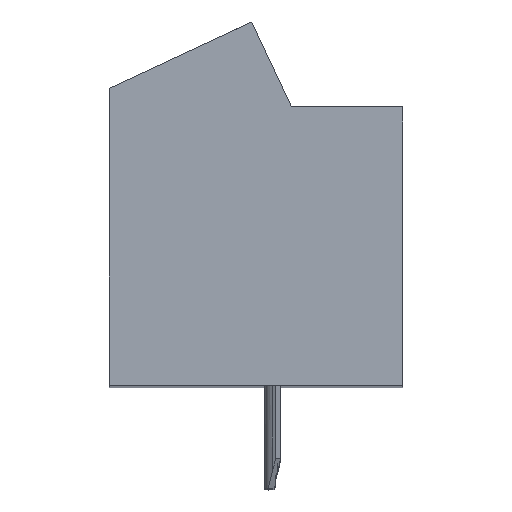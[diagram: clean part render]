
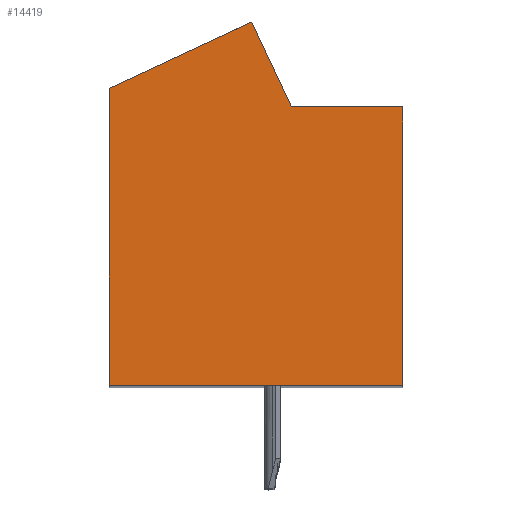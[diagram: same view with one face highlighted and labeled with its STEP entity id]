
A CAD part, top view. The second image highlights one B-rep face of the part: STEP entity #14419.
In plain terms, the highlighted planar face has unit normal (0, 0, 1).
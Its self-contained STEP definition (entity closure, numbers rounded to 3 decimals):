
#5053=DIRECTION('',(-1.,0.,0.));
#5054=VECTOR('',#5053,3.79);
#5055=CARTESIAN_POINT('',(5.002,3.3,40.25));
#5056=LINE('',#5055,#5054);
#5057=DIRECTION('',(0.,1.,0.));
#5058=VECTOR('',#5057,9.5);
#5059=CARTESIAN_POINT('',(5.002,-6.2,40.25));
#5060=LINE('',#5059,#5058);
#5061=DIRECTION('',(1.,0.,0.));
#5062=VECTOR('',#5061,10.);
#5063=CARTESIAN_POINT('',(-4.998,-6.2,40.25));
#5064=LINE('',#5063,#5062);
#5065=DIRECTION('',(0.,-1.,0.));
#5066=VECTOR('',#5065,10.135);
#5067=CARTESIAN_POINT('',(-4.998,3.935,40.25));
#5068=LINE('',#5067,#5066);
#5069=DIRECTION('',(-0.906,-0.423,0.));
#5070=VECTOR('',#5069,5.36);
#5071=CARTESIAN_POINT('',(-0.14,6.2,40.25));
#5072=LINE('',#5071,#5070);
#5073=DIRECTION('',(-0.423,0.906,0.));
#5074=VECTOR('',#5073,3.2);
#5075=CARTESIAN_POINT('',(1.212,3.3,40.25));
#5076=LINE('',#5075,#5074);
#6229=CARTESIAN_POINT('',(5.002,3.3,40.25));
#6230=CARTESIAN_POINT('',(1.212,3.3,40.25));
#6231=VERTEX_POINT('',#6229);
#6232=VERTEX_POINT('',#6230);
#6233=CARTESIAN_POINT('',(-0.14,6.2,40.25));
#6234=VERTEX_POINT('',#6233);
#6235=CARTESIAN_POINT('',(-4.998,3.935,40.25));
#6236=VERTEX_POINT('',#6235);
#6237=CARTESIAN_POINT('',(-4.998,-6.2,40.25));
#6238=VERTEX_POINT('',#6237);
#6239=CARTESIAN_POINT('',(5.002,-6.2,40.25));
#6240=VERTEX_POINT('',#6239);
#14406=CARTESIAN_POINT('',(0.,0.,40.25));
#14407=DIRECTION('',(0.,0.,1.));
#14408=DIRECTION('',(1.,0.,0.));
#14409=AXIS2_PLACEMENT_3D('',#14406,#14407,#14408);
#14410=PLANE('',#14409);
#14411=ORIENTED_EDGE('',*,*,#7970,.F.);
#14412=ORIENTED_EDGE('',*,*,#7985,.F.);
#14413=ORIENTED_EDGE('',*,*,#7999,.F.);
#14414=ORIENTED_EDGE('',*,*,#8232,.F.);
#14415=ORIENTED_EDGE('',*,*,#8918,.F.);
#14416=ORIENTED_EDGE('',*,*,#14400,.F.);
#14417=EDGE_LOOP('',(#14411,#14412,#14413,#14414,#14415,#14416));
#14418=FACE_OUTER_BOUND('',#14417,.F.);
#7970=EDGE_CURVE('',#6231,#6232,#5056,.T.);
#7985=EDGE_CURVE('',#6240,#6231,#5060,.T.);
#7999=EDGE_CURVE('',#6238,#6240,#5064,.T.);
#8232=EDGE_CURVE('',#6236,#6238,#5068,.T.);
#8918=EDGE_CURVE('',#6234,#6236,#5072,.T.);
#14400=EDGE_CURVE('',#6232,#6234,#5076,.T.);
#14419=ADVANCED_FACE('',(#14418),#14410,.T.);
